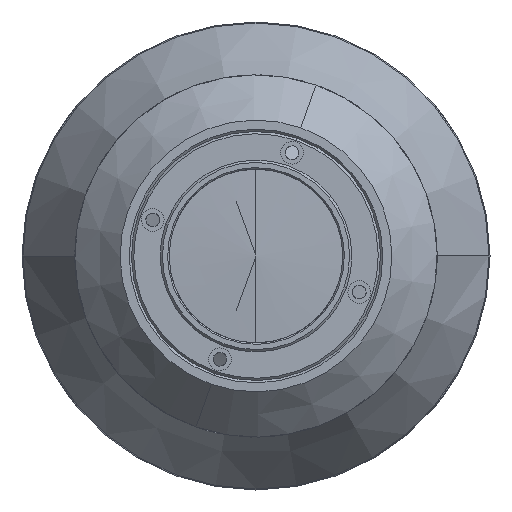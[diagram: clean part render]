
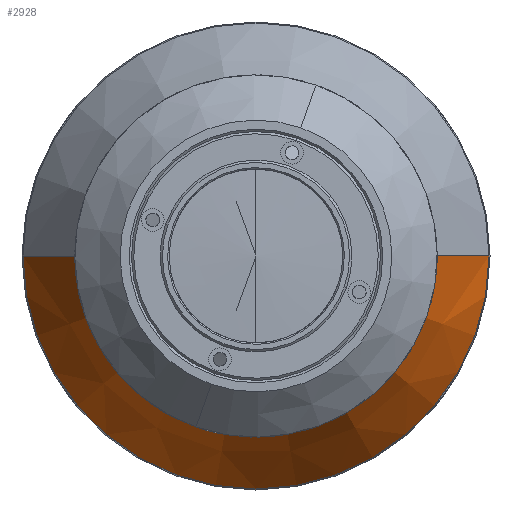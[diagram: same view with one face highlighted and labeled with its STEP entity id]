
A CAD part, left-side view. The second image highlights one B-rep face of the part: STEP entity #2928.
In plain terms, the highlighted conical face has half-angle 30 degrees and reference radius 17.134 mm.
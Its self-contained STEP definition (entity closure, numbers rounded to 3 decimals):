
#88 = CARTESIAN_POINT ( 'NONE',  ( 36.017, -30.866, 0. ) ) ;
#148 = CARTESIAN_POINT ( 'NONE',  ( 12.232, 17.134, 0. ) ) ;
#228 = DIRECTION ( 'NONE',  ( 1., 0., 0. ) ) ;
#248 = DIRECTION ( 'NONE',  ( 0., 0., -1. ) ) ;
#254 = CARTESIAN_POINT ( 'NONE',  ( 36.017, 0., 0. ) ) ;
#285 = CONICAL_SURFACE ( 'NONE', #2517, 17.134, 0.524 ) ;
#347 = ORIENTED_EDGE ( 'NONE', *, *, #2308, .F. ) ;
#380 = FACE_OUTER_BOUND ( 'NONE', #1796, .T. ) ;
#443 = CARTESIAN_POINT ( 'NONE',  ( 12.232, -17.134, 0. ) ) ;
#669 = EDGE_CURVE ( 'NONE', #2858, #2583, #2868, .T. ) ;
#700 = DIRECTION ( 'NONE',  ( 1., 0., 0. ) ) ;
#817 = LINE ( 'NONE', #1761, #1122 ) ;
#885 = DIRECTION ( 'NONE',  ( 1., 0., 0. ) ) ;
#891 = DIRECTION ( 'NONE',  ( 0., 0., -1. ) ) ;
#1122 = VECTOR ( 'NONE', #2711, 1000. ) ;
#1183 = ORIENTED_EDGE ( 'NONE', *, *, #3244, .F. ) ;
#1200 = VECTOR ( 'NONE', #3612, 1000. ) ;
#1227 = DIRECTION ( 'NONE',  ( 0., 0., -1. ) ) ;
#1293 = CARTESIAN_POINT ( 'NONE',  ( 36.017, 30.866, 0. ) ) ;
#1307 = DIRECTION ( 'NONE',  ( 0., 1., 0. ) ) ;
#1351 = EDGE_CURVE ( 'NONE', #2583, #2912, #3372, .T. ) ;
#1451 = AXIS2_PLACEMENT_3D ( 'NONE', #2782, #885, #891 ) ;
#1510 = ORIENTED_EDGE ( 'NONE', *, *, #3339, .F. ) ;
#1634 = CIRCLE ( 'NONE', #3043, 17.134 ) ;
#1652 = CARTESIAN_POINT ( 'NONE',  ( 36.017, 0., -30.866 ) ) ;
#1761 = CARTESIAN_POINT ( 'NONE',  ( 12.232, 17.134, 0. ) ) ;
#1796 = EDGE_LOOP ( 'NONE', ( #2151, #1183, #347, #3474, #1510, #2512 ) ) ;
#1869 = DIRECTION ( 'NONE',  ( -1., 0., 0. ) ) ;
#1882 = CARTESIAN_POINT ( 'NONE',  ( 12.232, 0., 0. ) ) ;
#2137 = CARTESIAN_POINT ( 'NONE',  ( 12.232, 0., 0. ) ) ;
#2151 = ORIENTED_EDGE ( 'NONE', *, *, #669, .F. ) ;
#2193 = CARTESIAN_POINT ( 'NONE',  ( 12.232, -17.134, 0. ) ) ;
#2299 = VERTEX_POINT ( 'NONE', #1293 ) ;
#2308 = EDGE_CURVE ( 'NONE', #3952, #3913, #1634, .T. ) ;
#2512 = ORIENTED_EDGE ( 'NONE', *, *, #1351, .F. ) ;
#2517 = AXIS2_PLACEMENT_3D ( 'NONE', #2596, #700, #1307 ) ;
#2526 = AXIS2_PLACEMENT_3D ( 'NONE', #254, #228, #1227 ) ;
#2583 = VERTEX_POINT ( 'NONE', #88 ) ;
#2596 = CARTESIAN_POINT ( 'NONE',  ( 12.232, 0., 0. ) ) ;
#2711 = DIRECTION ( 'NONE',  ( 0.866, 0.5, 0. ) ) ;
#2782 = CARTESIAN_POINT ( 'NONE',  ( 36.017, 0., 0. ) ) ;
#2794 = DIRECTION ( 'NONE',  ( -1., 0., 0. ) ) ;
#2858 = VERTEX_POINT ( 'NONE', #2193 ) ;
#2868 = LINE ( 'NONE', #443, #1200 ) ;
#2912 = VERTEX_POINT ( 'NONE', #1652 ) ;
#2928 = ADVANCED_FACE ( 'NONE', ( #380 ), #285, .T. ) ;
#2985 = CARTESIAN_POINT ( 'NONE',  ( 12.232, 0., -17.134 ) ) ;
#3043 = AXIS2_PLACEMENT_3D ( 'NONE', #1882, #1869, #3155 ) ;
#3116 = EDGE_CURVE ( 'NONE', #3952, #2299, #817, .T. ) ;
#3155 = DIRECTION ( 'NONE',  ( 0., 0., -1. ) ) ;
#3192 = CIRCLE ( 'NONE', #3658, 17.134 ) ;
#3244 = EDGE_CURVE ( 'NONE', #3913, #2858, #3192, .T. ) ;
#3339 = EDGE_CURVE ( 'NONE', #2912, #2299, #3648, .T. ) ;
#3372 = CIRCLE ( 'NONE', #2526, 30.866 ) ;
#3474 = ORIENTED_EDGE ( 'NONE', *, *, #3116, .T. ) ;
#3612 = DIRECTION ( 'NONE',  ( 0.866, -0.5, 0. ) ) ;
#3648 = CIRCLE ( 'NONE', #1451, 30.866 ) ;
#3658 = AXIS2_PLACEMENT_3D ( 'NONE', #2137, #2794, #248 ) ;
#3913 = VERTEX_POINT ( 'NONE', #2985 ) ;
#3952 = VERTEX_POINT ( 'NONE', #148 ) ;
